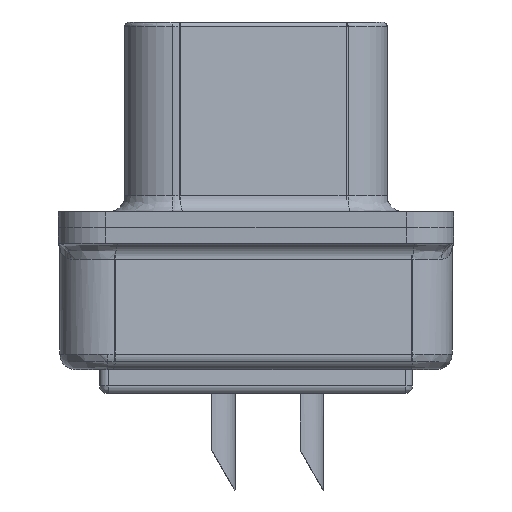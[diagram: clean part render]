
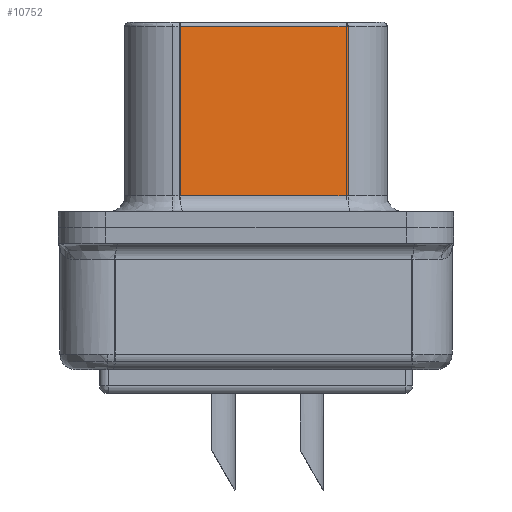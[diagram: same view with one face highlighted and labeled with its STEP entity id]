
A CAD part, left-side view. The second image highlights one B-rep face of the part: STEP entity #10752.
In plain terms, the highlighted planar face has unit normal (-0.985, -0.174, 0).
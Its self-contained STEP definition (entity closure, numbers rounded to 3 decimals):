
#336 = DIRECTION ( 'NONE',  ( 0., 0., -1. ) ) ;
#678 = DIRECTION ( 'NONE',  ( -0.174, 0.985, 0. ) ) ;
#974 = CARTESIAN_POINT ( 'NONE',  ( 7.26, 8.64, 6.35 ) ) ;
#1593 = ORIENTED_EDGE ( 'NONE', *, *, #16520, .F. ) ;
#1787 = VECTOR ( 'NONE', #5417, 1000. ) ;
#2878 = DIRECTION ( 'NONE',  ( 0.174, -0.985, 0. ) ) ;
#3070 = VERTEX_POINT ( 'NONE', #7264 ) ;
#3350 = CARTESIAN_POINT ( 'NONE',  ( 7.728, 5.99, 6.35 ) ) ;
#3895 = VECTOR ( 'NONE', #2878, 1000. ) ;
#4055 = VECTOR ( 'NONE', #336, 1000. ) ;
#4592 = DIRECTION ( 'NONE',  ( -0.174, 0.985, 0. ) ) ;
#4635 = DIRECTION ( 'NONE',  ( 0.985, 0.174, 0. ) ) ;
#4946 = CARTESIAN_POINT ( 'NONE',  ( 8.195, 3.34, 1. ) ) ;
#5417 = DIRECTION ( 'NONE',  ( 0., 0., -1. ) ) ;
#5461 = PLANE ( 'NONE',  #14831 ) ;
#7228 = EDGE_LOOP ( 'NONE', ( #1593, #17364, #16067, #12579 ) ) ;
#7264 = CARTESIAN_POINT ( 'NONE',  ( 8.195, 3.34, 6.35 ) ) ;
#7313 = EDGE_CURVE ( 'NONE', #9389, #3070, #8134, .T. ) ;
#7865 = LINE ( 'NONE', #17343, #4055 ) ;
#8134 = LINE ( 'NONE', #3350, #3895 ) ;
#8450 = VERTEX_POINT ( 'NONE', #15145 ) ;
#8510 = VERTEX_POINT ( 'NONE', #10180 ) ;
#9389 = VERTEX_POINT ( 'NONE', #974 ) ;
#10180 = CARTESIAN_POINT ( 'NONE',  ( 8.195, 3.34, 1. ) ) ;
#10752 = ADVANCED_FACE ( 'NONE', ( #14202 ), #5461, .F. ) ;
#11082 = CARTESIAN_POINT ( 'NONE',  ( 7.26, 8.64, 3.675 ) ) ;
#12579 = ORIENTED_EDGE ( 'NONE', *, *, #14914, .T. ) ;
#13108 = EDGE_CURVE ( 'NONE', #3070, #8510, #7865, .T. ) ;
#14202 = FACE_OUTER_BOUND ( 'NONE', #7228, .T. ) ;
#14831 = AXIS2_PLACEMENT_3D ( 'NONE', #4946, #4635, #4592 ) ;
#14914 = EDGE_CURVE ( 'NONE', #9389, #8450, #16895, .T. ) ;
#15145 = CARTESIAN_POINT ( 'NONE',  ( 7.26, 8.64, 1. ) ) ;
#15510 = VECTOR ( 'NONE', #678, 1000. ) ;
#15939 = LINE ( 'NONE', #16206, #15510 ) ;
#16067 = ORIENTED_EDGE ( 'NONE', *, *, #7313, .F. ) ;
#16206 = CARTESIAN_POINT ( 'NONE',  ( 7.728, 5.99, 1. ) ) ;
#16520 = EDGE_CURVE ( 'NONE', #8510, #8450, #15939, .T. ) ;
#16895 = LINE ( 'NONE', #11082, #1787 ) ;
#17343 = CARTESIAN_POINT ( 'NONE',  ( 8.195, 3.34, 3.675 ) ) ;
#17364 = ORIENTED_EDGE ( 'NONE', *, *, #13108, .F. ) ;
